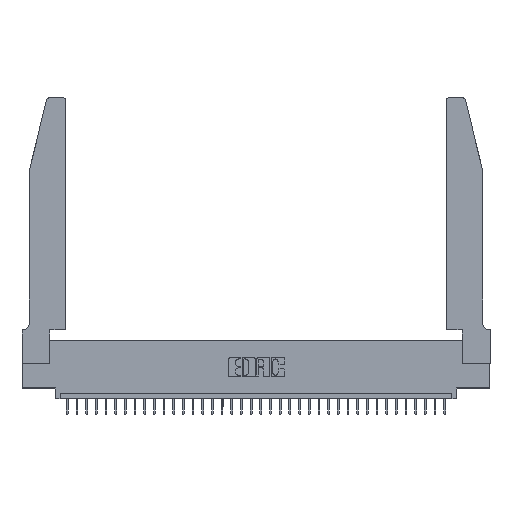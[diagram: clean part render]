
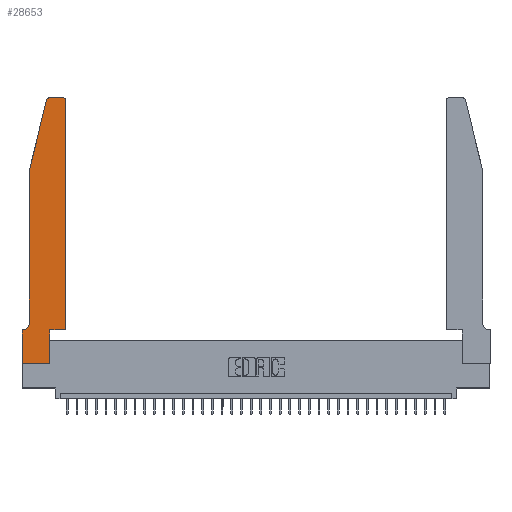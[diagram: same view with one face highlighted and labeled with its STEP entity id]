
A CAD part, top view. The second image highlights one B-rep face of the part: STEP entity #28653.
In plain terms, the highlighted planar face has unit normal (0, 0, 1).
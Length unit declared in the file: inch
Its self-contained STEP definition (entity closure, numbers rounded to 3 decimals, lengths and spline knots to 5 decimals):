
#668 = CARTESIAN_POINT ( 'NONE',  ( 0.4205, 2.72, 0.37 ) ) ;
#701 = EDGE_CURVE ( 'NONE', #10302, #10980, #17531, .T. ) ;
#968 = CARTESIAN_POINT ( 'NONE',  ( 0., 0.35, 0.37 ) ) ;
#1352 = CARTESIAN_POINT ( 'NONE',  ( 0.0755, 2., 0.37 ) ) ;
#2567 = LINE ( 'NONE', #21684, #25575 ) ;
#3945 = VECTOR ( 'NONE', #13037, 39.37008 ) ;
#3999 = DIRECTION ( 'NONE',  ( 1., 0., 0. ) ) ;
#4428 = CARTESIAN_POINT ( 'NONE',  ( 0.0755, 0.42, 0.37 ) ) ;
#4987 = EDGE_CURVE ( 'NONE', #29079, #34510, #30493, .T. ) ;
#5072 = LINE ( 'NONE', #25916, #10579 ) ;
#5173 = AXIS2_PLACEMENT_3D ( 'NONE', #668, #19699, #11561 ) ;
#5548 = EDGE_CURVE ( 'NONE', #22667, #32588, #6580, .T. ) ;
#6170 = VERTEX_POINT ( 'NONE', #4428 ) ;
#6212 = CARTESIAN_POINT ( 'NONE',  ( 0.0755, 2., 0.37 ) ) ;
#6580 = LINE ( 'NONE', #27034, #30888 ) ;
#7422 = CARTESIAN_POINT ( 'NONE',  ( 0.4505, 0.35, 0.37 ) ) ;
#7989 = AXIS2_PLACEMENT_3D ( 'NONE', #968, #9531, #25397 ) ;
#8077 = CARTESIAN_POINT ( 'NONE',  ( 0.4205, 2.75, 0.37 ) ) ;
#8447 = VERTEX_POINT ( 'NONE', #15157 ) ;
#8593 = DIRECTION ( 'NONE',  ( 0., -1., 0. ) ) ;
#8850 = VECTOR ( 'NONE', #3999, 39.37008 ) ;
#9125 = AXIS2_PLACEMENT_3D ( 'NONE', #13695, #21740, #13583 ) ;
#9167 = PLANE ( 'NONE',  #7989 ) ;
#9531 = DIRECTION ( 'NONE',  ( 0., 0., 1. ) ) ;
#9680 = DIRECTION ( 'NONE',  ( -1., 0., 0. ) ) ;
#9734 = VECTOR ( 'NONE', #25526, 39.37008 ) ;
#10302 = VERTEX_POINT ( 'NONE', #19345 ) ;
#10429 = ORIENTED_EDGE ( 'NONE', *, *, #18943, .T. ) ;
#10430 = CIRCLE ( 'NONE', #32264, 0.07 ) ;
#10579 = VECTOR ( 'NONE', #11773, 39.37008 ) ;
#10621 = LINE ( 'NONE', #6212, #35325 ) ;
#10919 = EDGE_CURVE ( 'NONE', #8447, #29079, #20791, .T. ) ;
#10980 = VERTEX_POINT ( 'NONE', #16807 ) ;
#11132 = CARTESIAN_POINT ( 'NONE',  ( 0., 0., 0.37 ) ) ;
#11370 = LINE ( 'NONE', #1352, #9734 ) ;
#11561 = DIRECTION ( 'NONE',  ( 1., 0., 0. ) ) ;
#11773 = DIRECTION ( 'NONE',  ( 0., 1., 0. ) ) ;
#13037 = DIRECTION ( 'NONE',  ( -1., 0., 0. ) ) ;
#13583 = DIRECTION ( 'NONE',  ( 1., 0., 0. ) ) ;
#13588 = CARTESIAN_POINT ( 'NONE',  ( 0.2605, 2.75, 0.37 ) ) ;
#13695 = CARTESIAN_POINT ( 'NONE',  ( 0.284, 2.72, 0.37 ) ) ;
#15051 = VERTEX_POINT ( 'NONE', #11132 ) ;
#15157 = CARTESIAN_POINT ( 'NONE',  ( 0.4505, 2.72, 0.37 ) ) ;
#16110 = LINE ( 'NONE', #28413, #8850 ) ;
#16306 = CARTESIAN_POINT ( 'NONE',  ( 0.284, 2.75, 0.37 ) ) ;
#16448 = DIRECTION ( 'NONE',  ( -1., 0., 0. ) ) ;
#16807 = CARTESIAN_POINT ( 'NONE',  ( 0., 0.35, 0.37 ) ) ;
#17531 = LINE ( 'NONE', #34890, #3945 ) ;
#17750 = DIRECTION ( 'NONE',  ( 0., 0., -1. ) ) ;
#18793 = EDGE_CURVE ( 'NONE', #22438, #6170, #10621, .T. ) ;
#18943 = EDGE_CURVE ( 'NONE', #32534, #22438, #11370, .T. ) ;
#19022 = EDGE_CURVE ( 'NONE', #19044, #8447, #5072, .T. ) ;
#19044 = VERTEX_POINT ( 'NONE', #28769 ) ;
#19246 = DIRECTION ( 'NONE',  ( 0., -1., 0. ) ) ;
#19345 = CARTESIAN_POINT ( 'NONE',  ( 0.0055, 0.35, 0.37 ) ) ;
#19699 = DIRECTION ( 'NONE',  ( 0., 0., 1. ) ) ;
#19942 = EDGE_CURVE ( 'NONE', #6170, #10302, #10430, .T. ) ;
#20474 = ORIENTED_EDGE ( 'NONE', *, *, #23494, .T. ) ;
#20791 = CIRCLE ( 'NONE', #5173, 0.03 ) ;
#20911 = CARTESIAN_POINT ( 'NONE',  ( 0.0755, 2., 0.37 ) ) ;
#21684 = CARTESIAN_POINT ( 'NONE',  ( 0., 0., 0.37 ) ) ;
#21740 = DIRECTION ( 'NONE',  ( 0., 0., 1. ) ) ;
#21807 = CARTESIAN_POINT ( 'NONE',  ( 0.2865, 0., 0.37 ) ) ;
#21903 = ORIENTED_EDGE ( 'NONE', *, *, #22673, .T. ) ;
#22153 = CARTESIAN_POINT ( 'NONE',  ( 0.2865, 0.35, 0.37 ) ) ;
#22438 = VERTEX_POINT ( 'NONE', #20911 ) ;
#22606 = EDGE_LOOP ( 'NONE', ( #32641, #34017, #10429, #31722, #24576, #31793, #21903, #20474, #30074, #30371, #33819, #30974 ) ) ;
#22667 = VERTEX_POINT ( 'NONE', #21807 ) ;
#22673 = EDGE_CURVE ( 'NONE', #10980, #15051, #2567, .T. ) ;
#23066 = FACE_OUTER_BOUND ( 'NONE', #22606, .T. ) ;
#23494 = EDGE_CURVE ( 'NONE', #15051, #22667, #16110, .T. ) ;
#24576 = ORIENTED_EDGE ( 'NONE', *, *, #19942, .T. ) ;
#24926 = EDGE_CURVE ( 'NONE', #32588, #19044, #35267, .T. ) ;
#25397 = DIRECTION ( 'NONE',  ( 1., 0., 0. ) ) ;
#25526 = DIRECTION ( 'NONE',  ( -0.239, -0.971, 0. ) ) ;
#25575 = VECTOR ( 'NONE', #19246, 39.37008 ) ;
#25916 = CARTESIAN_POINT ( 'NONE',  ( 0.4505, 0.35, 0.37 ) ) ;
#26999 = CIRCLE ( 'NONE', #9125, 0.03 ) ;
#27034 = CARTESIAN_POINT ( 'NONE',  ( 0.2865, 0.35, 0.37 ) ) ;
#27361 = DIRECTION ( 'NONE',  ( 0., 1., 0. ) ) ;
#27896 = EDGE_CURVE ( 'NONE', #34510, #32534, #26999, .T. ) ;
#28413 = CARTESIAN_POINT ( 'NONE',  ( 0., 0., 0.37 ) ) ;
#28653 = ADVANCED_FACE ( 'NONE', ( #23066 ), #9167, .T. ) ;
#28769 = CARTESIAN_POINT ( 'NONE',  ( 0.4505, 0.35, 0.37 ) ) ;
#29079 = VERTEX_POINT ( 'NONE', #8077 ) ;
#29232 = VECTOR ( 'NONE', #31755, 39.37008 ) ;
#29459 = CARTESIAN_POINT ( 'NONE',  ( 0.25487, 2.72718, 0.37 ) ) ;
#29666 = VECTOR ( 'NONE', #16448, 39.37008 ) ;
#30074 = ORIENTED_EDGE ( 'NONE', *, *, #5548, .T. ) ;
#30371 = ORIENTED_EDGE ( 'NONE', *, *, #24926, .T. ) ;
#30493 = LINE ( 'NONE', #13588, #29666 ) ;
#30888 = VECTOR ( 'NONE', #27361, 39.37008 ) ;
#30974 = ORIENTED_EDGE ( 'NONE', *, *, #10919, .T. ) ;
#31722 = ORIENTED_EDGE ( 'NONE', *, *, #18793, .T. ) ;
#31755 = DIRECTION ( 'NONE',  ( 1., 0., 0. ) ) ;
#31793 = ORIENTED_EDGE ( 'NONE', *, *, #701, .T. ) ;
#32264 = AXIS2_PLACEMENT_3D ( 'NONE', #34135, #17750, #9680 ) ;
#32534 = VERTEX_POINT ( 'NONE', #29459 ) ;
#32588 = VERTEX_POINT ( 'NONE', #22153 ) ;
#32641 = ORIENTED_EDGE ( 'NONE', *, *, #4987, .T. ) ;
#33819 = ORIENTED_EDGE ( 'NONE', *, *, #19022, .T. ) ;
#34017 = ORIENTED_EDGE ( 'NONE', *, *, #27896, .T. ) ;
#34135 = CARTESIAN_POINT ( 'NONE',  ( 0.0055, 0.42, 0.37 ) ) ;
#34510 = VERTEX_POINT ( 'NONE', #16306 ) ;
#34890 = CARTESIAN_POINT ( 'NONE',  ( 0.0755, 0.35, 0.37 ) ) ;
#35267 = LINE ( 'NONE', #7422, #29232 ) ;
#35325 = VECTOR ( 'NONE', #8593, 39.37008 ) ;
